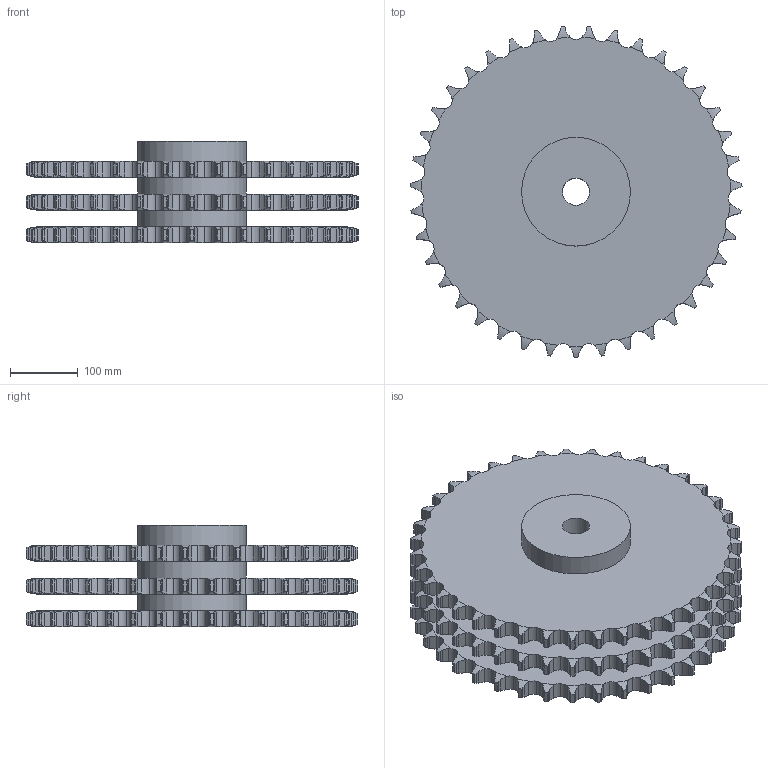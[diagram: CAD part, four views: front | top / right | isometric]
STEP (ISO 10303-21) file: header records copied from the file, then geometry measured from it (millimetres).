
FILE_DESCRIPTION(('FreeCAD Model'),'2;1');
FILE_NAME('Open CASCADE Shape Model','2021-11-01T10:09:09',('FreeCAD'),( 'FreeCAD'),'Open CASCADE STEP processor 7.4','FreeCAD','Unknown');
FILE_SCHEMA(('AUTOMOTIVE_DESIGN { 1 0 10303 214 1 1 1 1 }'));
Products named in the file (1): Open CASCADE STEP translator 7.4 65
Bounding box: 488.27 x 487.89 x 150 mm (x, y, z)
Volume: 13262622.6 mm3; surface area: 1138097.7 mm2
Topology: 1 solids, 1 shells, 1305 faces, 3892 edges, 2595 vertices
Faces by surface type: cylinder 823, plane 242, torus 240
Full cylindrical faces by diameter (mm): 40 x1, 160 x3
Entity records: 118995 total; most frequent: CARTESIAN_POINT 52693, DIRECTION 9173, ORIENTED_EDGE 7784, PCURVE 7784, DEFINITIONAL_REPRESENTATION 7784, B_SPLINE_CURVE_WITH_KNOTS 5634, LINE 4367, VECTOR 4367
